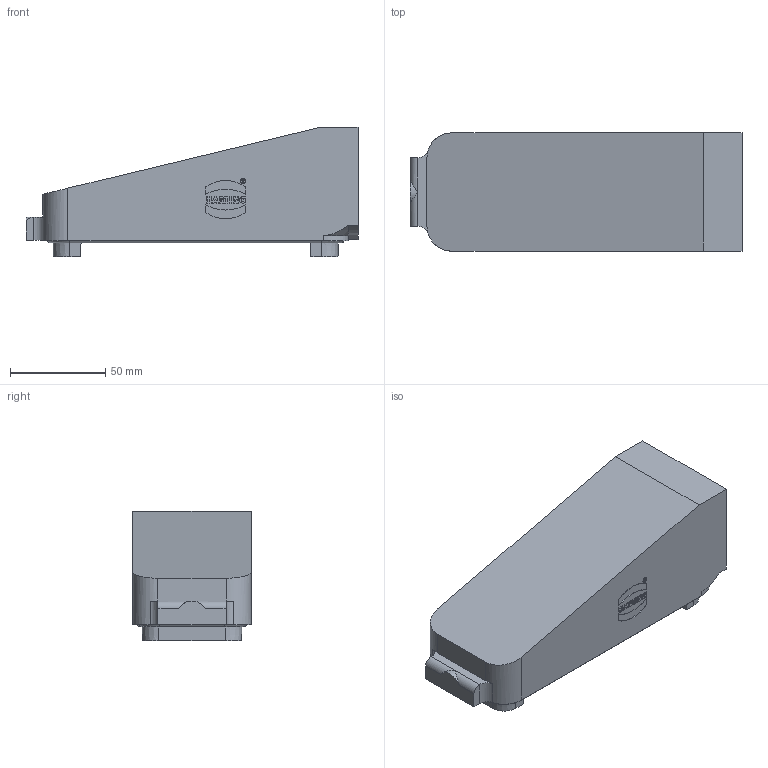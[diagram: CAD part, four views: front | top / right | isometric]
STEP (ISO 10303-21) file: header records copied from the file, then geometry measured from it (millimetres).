
FILE_DESCRIPTION(/* description */ (''),/* implementation_level */ '2;1');
FILE_NAME(/* name */ '100818909ugm000_c.stp',/* time_stamp */ '2022-03-12T09:09:27+01:00',/* author */ (''),/* organization */ (''),/* preprocessor_version */ 'ST-DEVELOPER v16.7',/* originating_system */ 'SIEMENS PLM Software NX 1911',/* authorisation */ '');
FILE_SCHEMA (('AUTOMOTIVE_DESIGN { 1 0 10303 214 3 1 1 1 }'));
Length unit declared in the file: millimetre
Products named in the file (1): 100818909ugm000_c
Bounding box: 174.1 x 62 x 67.7 mm (x, y, z)
Volume: 183337.7 mm3; surface area: 57505 mm2
Topology: 1 solids, 1 shells, 197 faces, 629 edges, 536 vertices
Faces by surface type: plane 134, cylinder 37, cone 14, torus 8, extrusion 4
Full cylindrical faces by diameter (mm): 2.277 x1, 2.692 x1, 6 x4, 50 x1
Entity records: 8533 total; most frequent: CARTESIAN_POINT 1476, DIRECTION 1074, ORIENTED_EDGE 1020, EDGE_CURVE 510, VECTOR 450, LINE 446, VERTEX_POINT 347, AXIS2_PLACEMENT_3D 312
